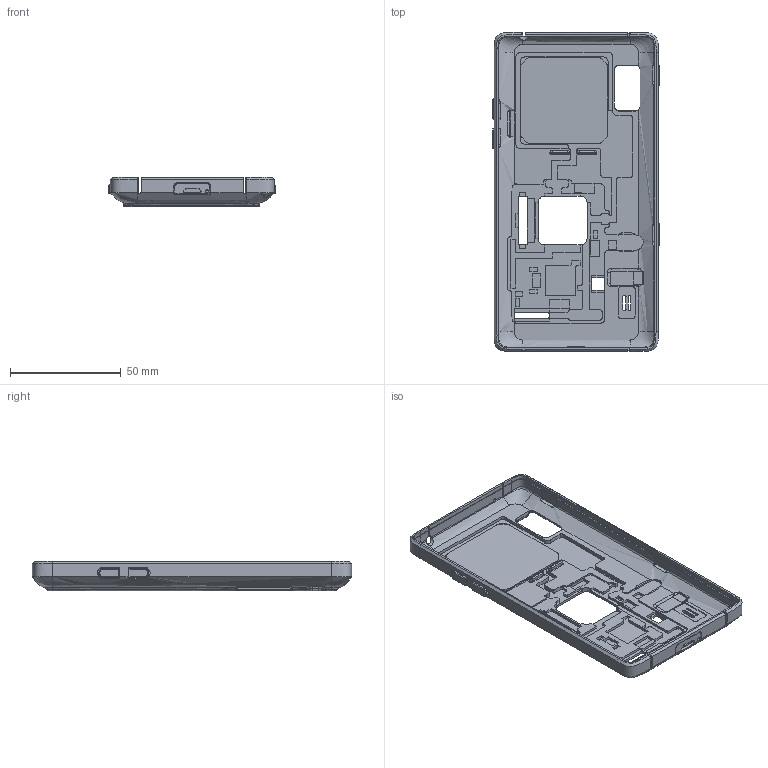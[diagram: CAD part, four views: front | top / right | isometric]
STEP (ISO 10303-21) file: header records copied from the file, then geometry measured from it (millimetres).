
FILE_DESCRIPTION(/* description */ (''),/* implementation_level */ '2;1');
FILE_NAME(/* name */ 'DIY-shield_case_special v2.step',/* time_stamp */ '2018-03-12T20:35:40+01:00',/* author */ ('Kirschner-christoph'),/* organization */ (''),/* preprocessor_version */ 'ST-DEVELOPER v16.13',/* originating_system */ 'Autodesk Translation Framework v6.5.0.72',/* authorisation */ '');
FILE_SCHEMA (('AUTOMOTIVE_DESIGN { 1 0 10303 214 3 1 1 }'));
Length unit declared in the file: millimetre
Products named in the file (2): DIY-shield_case_special; FP2 SLS SLA Single Piece Cover v12
Assembly tree (1 placements, depth 2):
  DIY-shield_case_special
    FP2 SLS SLA Single Piece Cover v12
Bounding box: 74.95 x 143.8 x 13.3 mm (x, y, z)
Volume: 22565.2 mm3; surface area: 30074.9 mm2
Topology: 2 solids, 2 shells, 855 faces, 2367 edges, 1513 vertices
Faces by surface type: plane 404, cylinder 254, bspline 170, torus 17, sphere 6, cone 4
Full cylindrical faces by diameter (mm): 1.5 x1, 1.6 x2
Entity records: 42847 total; most frequent: CARTESIAN_POINT 21808, ORIENTED_EDGE 4718, DIRECTION 3918, EDGE_CURVE 2359, VERTEX_POINT 1513, LINE 1362, VECTOR 1362, AXIS2_PLACEMENT_3D 1278
